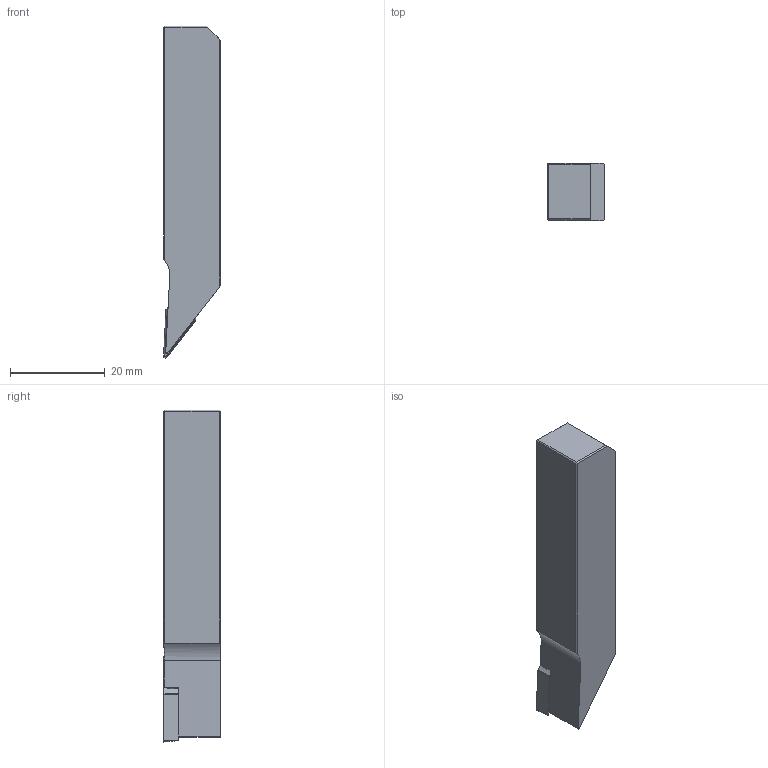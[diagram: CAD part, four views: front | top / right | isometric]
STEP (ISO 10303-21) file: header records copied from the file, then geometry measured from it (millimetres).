
FILE_DESCRIPTION(/* description */ (''),/* implementation_level */ '2;1');
FILE_NAME(/* name */ '1530618488575.stp',/* time_stamp */ '2018-07-03T13:48:14+02:00',/* author */ (''),/* organization */ ('SMS'),/* preprocessor_version */ 'ST-DEVELOPER v15',/* originating_system */ 'SIEMENS PLM Software NX 8.5',/* authorisation */ '');
FILE_SCHEMA (('AUTOMOTIVE_DESIGN { 1 0 10303 214 3 1 1 1 }'));
Length unit declared in the file: millimetre
Products named in the file (4): ASSEMBLY_CONSTRUCTION; 201641217mod000_00; IsoTurningInsert; 201665653mod000_00
Assembly tree (3 placements, depth 2):
  201665653mod000_00
    IsoTurningInsert
    201641217mod000_00
    ASSEMBLY_CONSTRUCTION
Bounding box: 12 x 12 x 69.97 mm (x, y, z)
Volume: 8678.4 mm3; surface area: 3506.5 mm2
Topology: 2 solids, 2 shells, 54 faces, 143 edges, 99 vertices
Faces by surface type: plane 38, cylinder 8, cone 6, torus 2
Full cylindrical faces by diameter (mm): 2.8 x1
Entity records: 1904 total; most frequent: CARTESIAN_POINT 359, DIRECTION 307, ORIENTED_EDGE 272, EDGE_CURVE 136, AXIS2_PLACEMENT_3D 104, LINE 99, VECTOR 99, VERTEX_POINT 90
